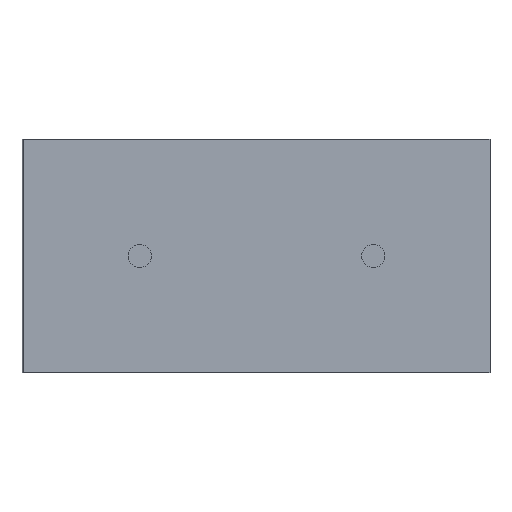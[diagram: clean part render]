
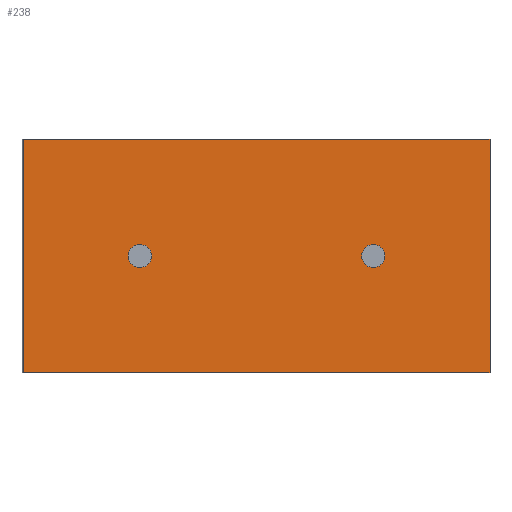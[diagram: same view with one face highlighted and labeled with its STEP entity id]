
A CAD part, front view. The second image highlights one B-rep face of the part: STEP entity #238.
In plain terms, the highlighted planar face has unit normal (0, -1, 0).
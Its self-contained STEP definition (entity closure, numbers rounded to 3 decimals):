
#19=LINE('',#365,#39);
#23=LINE('',#377,#43);
#33=LINE('',#399,#53);
#34=LINE('',#401,#54);
#39=VECTOR('',#298,10.);
#43=VECTOR('',#310,10.);
#53=VECTOR('',#332,10.);
#54=VECTOR('',#335,10.);
#63=PLANE('',#269);
#69=FACE_BOUND('',#104,.T.);
#70=FACE_BOUND('',#105,.T.);
#85=FACE_OUTER_BOUND('',#103,.T.);
#103=EDGE_LOOP('',(#204,#205,#206,#207));
#104=EDGE_LOOP('',(#208));
#105=EDGE_LOOP('',(#209));
#111=CIRCLE('',#251,0.5);
#113=CIRCLE('',#255,0.5);
#119=VERTEX_POINT('',#344);
#121=VERTEX_POINT('',#350);
#126=VERTEX_POINT('',#363);
#127=VERTEX_POINT('',#364);
#131=VERTEX_POINT('',#375);
#137=VERTEX_POINT('',#397);
#139=EDGE_CURVE('',#119,#119,#111,.T.);
#141=EDGE_CURVE('',#121,#121,#113,.T.);
#146=EDGE_CURVE('',#126,#127,#19,.T.);
#152=EDGE_CURVE('',#131,#126,#23,.T.);
#164=EDGE_CURVE('',#137,#127,#33,.T.);
#165=EDGE_CURVE('',#131,#137,#34,.T.);
#204=ORIENTED_EDGE('',*,*,#165,.T.);
#205=ORIENTED_EDGE('',*,*,#164,.T.);
#206=ORIENTED_EDGE('',*,*,#146,.F.);
#207=ORIENTED_EDGE('',*,*,#152,.F.);
#208=ORIENTED_EDGE('',*,*,#139,.T.);
#209=ORIENTED_EDGE('',*,*,#141,.T.);
#238=ADVANCED_FACE('',(#85,#69,#70),#63,.T.);
#251=AXIS2_PLACEMENT_3D('',#345,#278,#279);
#255=AXIS2_PLACEMENT_3D('',#351,#286,#287);
#269=AXIS2_PLACEMENT_3D('',#400,#333,#334);
#278=DIRECTION('center_axis',(0.,1.,0.));
#279=DIRECTION('ref_axis',(-1.,0.,0.));
#286=DIRECTION('center_axis',(0.,1.,0.));
#287=DIRECTION('ref_axis',(-1.,0.,0.));
#298=DIRECTION('',(1.,0.,0.));
#310=DIRECTION('',(0.,0.,1.));
#332=DIRECTION('',(0.,0.,1.));
#333=DIRECTION('center_axis',(0.,-1.,0.));
#334=DIRECTION('ref_axis',(1.,0.,0.));
#335=DIRECTION('',(1.,0.,0.));
#344=CARTESIAN_POINT('',(5.5,0.,5.));
#345=CARTESIAN_POINT('Origin',(5.,0.,5.));
#350=CARTESIAN_POINT('',(15.5,0.,5.));
#351=CARTESIAN_POINT('Origin',(15.,0.,5.));
#363=CARTESIAN_POINT('',(0.,0.,10.));
#364=CARTESIAN_POINT('',(20.,0.,10.));
#365=CARTESIAN_POINT('',(0.,0.,10.));
#375=CARTESIAN_POINT('',(0.,0.,0.));
#377=CARTESIAN_POINT('',(0.,0.,0.));
#397=CARTESIAN_POINT('',(20.,0.,0.));
#399=CARTESIAN_POINT('',(20.,0.,0.));
#400=CARTESIAN_POINT('Origin',(0.,0.,0.));
#401=CARTESIAN_POINT('',(0.,0.,0.));
